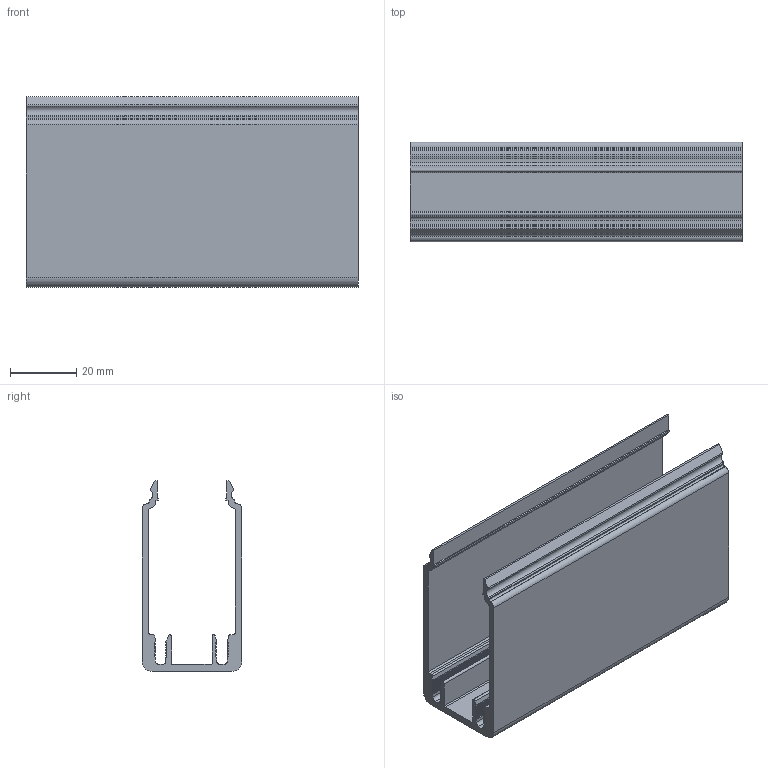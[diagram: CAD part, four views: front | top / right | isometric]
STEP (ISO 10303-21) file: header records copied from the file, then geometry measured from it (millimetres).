
FILE_DESCRIPTION(('STEP AP203'),'1');
FILE_NAME('SAFE00E1602.stp','2023-10-09T07:35:09',(' '),(' '),'Spatial InterOp 3D',' ',' ');
FILE_SCHEMA(('CONFIG_CONTROL_DESIGN'));
Length unit declared in the file: millimetre
Products named in the file (1): Goulotte U 60x30 D30 SE
Bounding box: 100 x 30 x 57.5 mm (x, y, z)
Volume: 34089.7 mm3; surface area: 33238.4 mm2
Topology: 1 solids, 1 shells, 164 faces, 486 edges, 324 vertices
Faces by surface type: plane 84, cylinder 80
Entity records: 5658 total; most frequent: DIRECTION 976, CARTESIAN_POINT 975, ORIENTED_EDGE 972, EDGE_CURVE 486, LINE 326, VECTOR 326, AXIS2_PLACEMENT_3D 325, VERTEX_POINT 324
